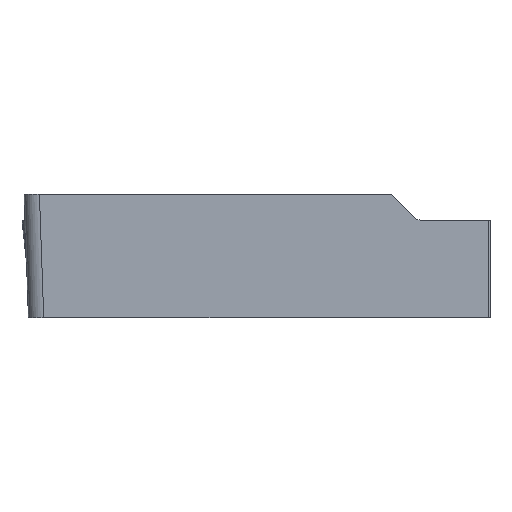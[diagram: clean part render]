
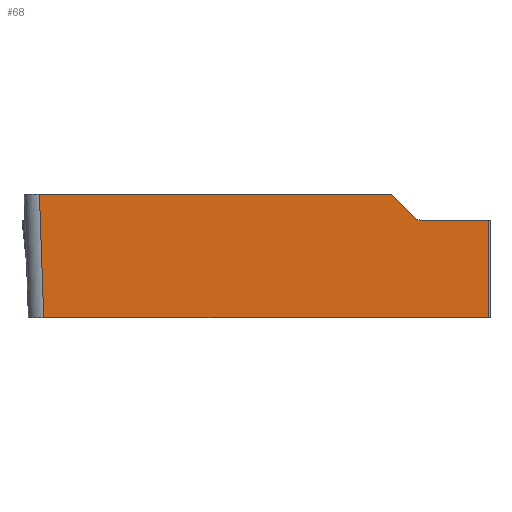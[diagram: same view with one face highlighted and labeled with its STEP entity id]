
A CAD part, left-side view. The second image highlights one B-rep face of the part: STEP entity #68.
In plain terms, the highlighted planar face has unit normal (-1, 0, 0).
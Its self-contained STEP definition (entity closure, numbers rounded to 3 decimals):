
#52=CIRCLE('',#575,0.5);
#53=CIRCLE('',#576,0.3);
#68=ADVANCED_FACE('',(#107),#90,.F.);
#90=PLANE('',#577);
#107=FACE_OUTER_BOUND('',#133,.T.);
#133=EDGE_LOOP('',(#224,#225,#226,#227,#228,#229,#230,#231));
#224=ORIENTED_EDGE('',*,*,#394,.F.);
#225=ORIENTED_EDGE('',*,*,#400,.F.);
#226=ORIENTED_EDGE('',*,*,#401,.T.);
#227=ORIENTED_EDGE('',*,*,#402,.T.);
#228=ORIENTED_EDGE('',*,*,#403,.T.);
#229=ORIENTED_EDGE('',*,*,#404,.T.);
#230=ORIENTED_EDGE('',*,*,#405,.F.);
#231=ORIENTED_EDGE('',*,*,#406,.T.);
#336=VERTEX_POINT('',#948);
#337=VERTEX_POINT('',#950);
#340=VERTEX_POINT('',#964);
#341=VERTEX_POINT('',#966);
#342=VERTEX_POINT('',#968);
#343=VERTEX_POINT('',#970);
#344=VERTEX_POINT('',#972);
#345=VERTEX_POINT('',#974);
#394=EDGE_CURVE('',#336,#337,#444,.T.);
#400=EDGE_CURVE('',#340,#336,#446,.T.);
#401=EDGE_CURVE('',#340,#341,#447,.T.);
#402=EDGE_CURVE('',#341,#342,#52,.T.);
#403=EDGE_CURVE('',#342,#343,#448,.T.);
#404=EDGE_CURVE('',#343,#344,#53,.T.);
#405=EDGE_CURVE('',#345,#344,#449,.T.);
#406=EDGE_CURVE('',#345,#337,#450,.T.);
#444=LINE('',#949,#483);
#446=LINE('',#963,#485);
#447=LINE('',#965,#486);
#448=LINE('',#969,#487);
#449=LINE('',#973,#488);
#450=LINE('',#975,#489);
#483=VECTOR('',#661,1.);
#485=VECTOR('',#673,1.);
#486=VECTOR('',#674,1.);
#487=VECTOR('',#677,1.);
#488=VECTOR('',#680,1.);
#489=VECTOR('',#681,1.);
#575=AXIS2_PLACEMENT_3D('',#967,#675,#676);
#576=AXIS2_PLACEMENT_3D('',#971,#678,#679);
#577=AXIS2_PLACEMENT_3D('',#976,#682,#683);
#661=DIRECTION('',(0.,1.,0.));
#673=DIRECTION('',(0.,0.,-1.));
#674=DIRECTION('',(0.,1.,0.));
#675=DIRECTION('',(1.,0.,0.));
#676=DIRECTION('',(0.,1.,0.));
#677=DIRECTION('',(0.,0.707,0.707));
#678=DIRECTION('',(-1.,0.,0.));
#679=DIRECTION('',(0.,1.,0.));
#680=DIRECTION('',(0.,-1.,0.));
#681=DIRECTION('',(0.,-0.035,-0.999));
#682=DIRECTION('',(1.,0.,0.));
#683=DIRECTION('',(0.,1.,0.));
#948=CARTESIAN_POINT('',(-3.3,-14.1,-6.389));
#949=CARTESIAN_POINT('',(-3.3,15.6,-6.389));
#950=CARTESIAN_POINT('',(-3.3,14.976,-6.389));
#963=CARTESIAN_POINT('',(-3.3,-14.1,10.));
#964=CARTESIAN_POINT('',(-3.3,-14.1,0.));
#965=CARTESIAN_POINT('',(-3.3,15.6,0.));
#966=CARTESIAN_POINT('',(-3.3,-9.647,0.));
#967=CARTESIAN_POINT('',(-3.3,-9.647,0.5));
#968=CARTESIAN_POINT('',(-3.3,-9.293,0.146));
#969=CARTESIAN_POINT('',(-3.3,8.08,17.52));
#970=CARTESIAN_POINT('',(-3.3,-7.838,1.602));
#971=CARTESIAN_POINT('',(-3.3,-7.626,1.389));
#972=CARTESIAN_POINT('',(-3.3,-7.626,1.689));
#973=CARTESIAN_POINT('',(-3.3,15.6,1.689));
#974=CARTESIAN_POINT('',(-3.3,15.258,1.689));
#975=CARTESIAN_POINT('',(-3.3,15.549,10.002));
#976=CARTESIAN_POINT('',(-3.3,15.6,10.));
